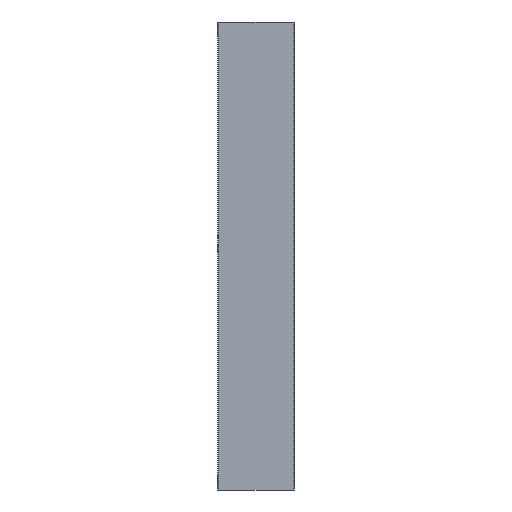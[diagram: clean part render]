
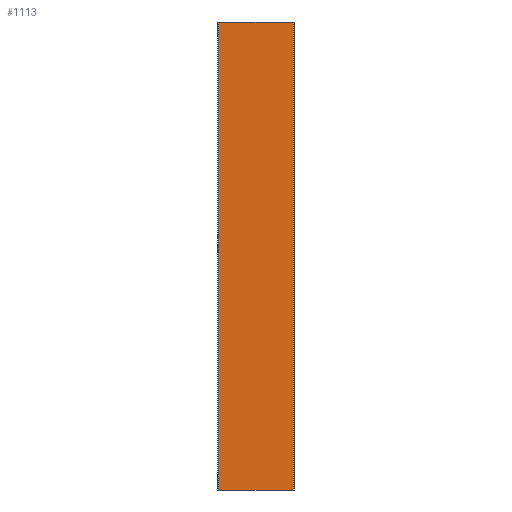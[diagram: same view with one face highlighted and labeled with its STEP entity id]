
A CAD part, front view. The second image highlights one B-rep face of the part: STEP entity #1113.
In plain terms, the highlighted planar face has unit normal (0, -1, 0).
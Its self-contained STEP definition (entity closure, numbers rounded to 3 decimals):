
#136 = LINE ( 'NONE', #861, #524 ) ;
#208 = VERTEX_POINT ( 'NONE', #952 ) ;
#215 = VECTOR ( 'NONE', #848, 1000. ) ;
#244 = VERTEX_POINT ( 'NONE', #948 ) ;
#337 = ORIENTED_EDGE ( 'NONE', *, *, #1191, .F. ) ;
#451 = ORIENTED_EDGE ( 'NONE', *, *, #1176, .F. ) ;
#478 = VECTOR ( 'NONE', #748, 1000. ) ;
#488 = ORIENTED_EDGE ( 'NONE', *, *, #1294, .T. ) ;
#517 = LINE ( 'NONE', #711, #478 ) ;
#524 = VECTOR ( 'NONE', #862, 1000. ) ;
#528 = LINE ( 'NONE', #844, #215 ) ;
#538 = FACE_OUTER_BOUND ( 'NONE', #605, .T. ) ;
#547 = ORIENTED_EDGE ( 'NONE', *, *, #1170, .T. ) ;
#605 = EDGE_LOOP ( 'NONE', ( #488, #451, #337, #547 ) ) ;
#619 = VERTEX_POINT ( 'NONE', #879 ) ;
#620 = VERTEX_POINT ( 'NONE', #874 ) ;
#711 = CARTESIAN_POINT ( 'NONE',  ( 47.75, 0., 600. ) ) ;
#748 = DIRECTION ( 'NONE',  ( 1., 0., 0. ) ) ;
#786 = LINE ( 'NONE', #1527, #788 ) ;
#788 = VECTOR ( 'NONE', #1521, 1000. ) ;
#844 = CARTESIAN_POINT ( 'NONE',  ( 47.75, 0., 600. ) ) ;
#848 = DIRECTION ( 'NONE',  ( 0., 0., -1. ) ) ;
#861 = CARTESIAN_POINT ( 'NONE',  ( -47.75, 0., 600. ) ) ;
#862 = DIRECTION ( 'NONE',  ( 0., 0., -1. ) ) ;
#874 = CARTESIAN_POINT ( 'NONE',  ( -47.75, 0., 600. ) ) ;
#879 = CARTESIAN_POINT ( 'NONE',  ( -47.75, 0., 0. ) ) ;
#948 = CARTESIAN_POINT ( 'NONE',  ( 47.75, 0., 0. ) ) ;
#952 = CARTESIAN_POINT ( 'NONE',  ( 47.75, 0., 600. ) ) ;
#1113 = ADVANCED_FACE ( 'NONE', ( #538 ), #1155, .F. ) ;
#1151 = CARTESIAN_POINT ( 'NONE',  ( 47.75, 0., 600. ) ) ;
#1152 = DIRECTION ( 'NONE',  ( 0., 0., 1. ) ) ;
#1153 = DIRECTION ( 'NONE',  ( 0., 1., 0. ) ) ;
#1155 = PLANE ( 'NONE',  #1306 ) ;
#1170 = EDGE_CURVE ( 'NONE', #620, #619, #136, .T. ) ;
#1176 = EDGE_CURVE ( 'NONE', #208, #244, #528, .T. ) ;
#1191 = EDGE_CURVE ( 'NONE', #620, #208, #517, .T. ) ;
#1294 = EDGE_CURVE ( 'NONE', #619, #244, #786, .T. ) ;
#1306 = AXIS2_PLACEMENT_3D ( 'NONE', #1151, #1153, #1152 ) ;
#1521 = DIRECTION ( 'NONE',  ( 1., 0., 0. ) ) ;
#1527 = CARTESIAN_POINT ( 'NONE',  ( 47.75, 0., 0. ) ) ;
